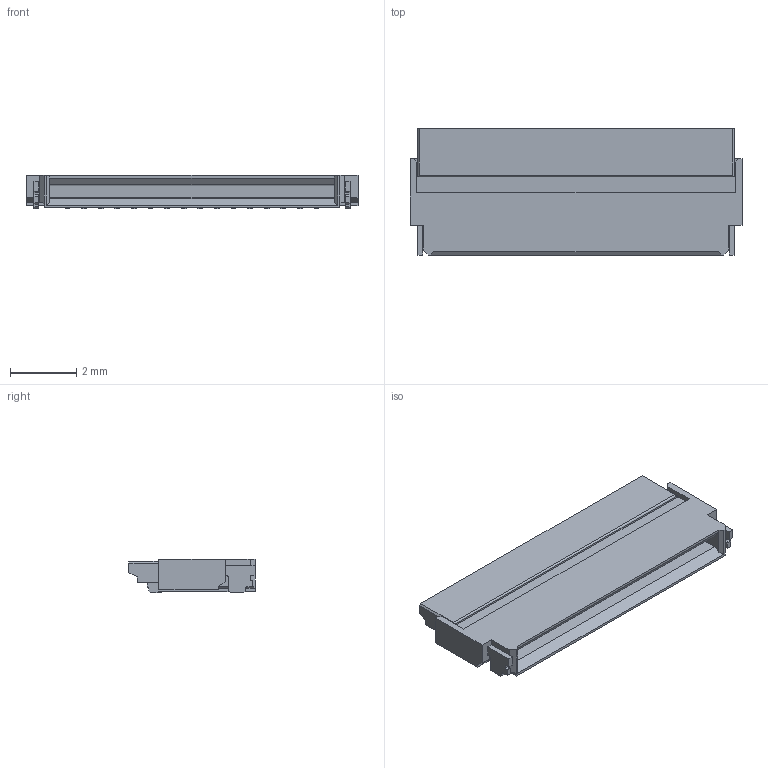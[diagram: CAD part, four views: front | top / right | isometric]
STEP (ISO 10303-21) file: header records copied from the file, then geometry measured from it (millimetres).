
FILE_DESCRIPTION(('CoCreate Modeling STEP Export'),'2;1');
FILE_NAME('FH34SRJ-16S-0.5SH.stp','2013-05-09T13:29:46',(''),(''),'CoCreate Modeling STEP processor for AP214 (Solid Model)','CoCreate Modeling 17.0 01-Apr-2010 (C) Parametric Technology GmbH','');
FILE_SCHEMA(('AUTOMOTIVE_DESIGN { 1 0 10303 214 1 1 1 1 }'));
Length unit declared in the file: millimetre
Products named in the file (1): FH34SRJ-16S-0.5SH
Bounding box: 10 x 3.8 x 1 mm (x, y, z)
Volume: 26.3 mm3; surface area: 126.8 mm2
Topology: 1 solids, 1 shells, 353 faces, 1003 edges, 654 vertices
Faces by surface type: plane 310, cylinder 43
Entity records: 11275 total; most frequent: CARTESIAN_POINT 2006, ORIENTED_EDGE 2006, DIRECTION 1790, EDGE_CURVE 1003, VECTOR 914, LINE 914, VERTEX_POINT 654, AXIS2_PLACEMENT_3D 438
